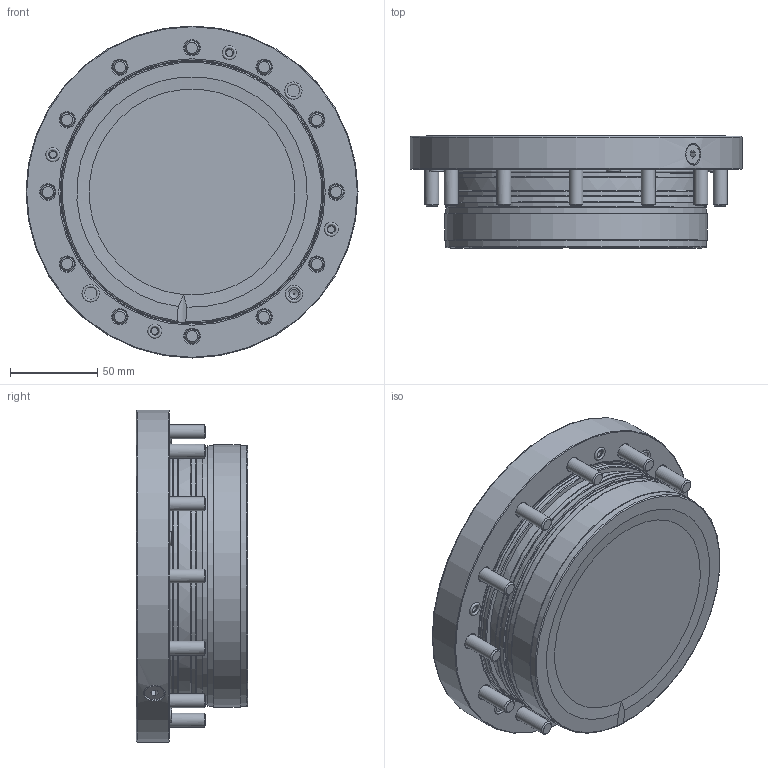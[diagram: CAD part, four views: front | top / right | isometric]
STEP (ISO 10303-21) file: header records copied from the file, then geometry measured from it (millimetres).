
FILE_DESCRIPTION (( 'STEP AP214' ), '1' );
FILE_NAME ('807 217 (055-065-04) STARK.classic 3 NG mit MD4.STEP', '2022-01-28T07:51:53', ( '' ), ( '' ), 'SwSTEP 2.0', 'SolidWorks 2021', '' );
FILE_SCHEMA (( 'AUTOMOTIVE_DESIGN' ));
Length unit declared in the file: millimetre
Products named in the file (1): 807 217 (055-065-04) STARK.classic 3 NG mit MD4
Bounding box: 190 x 64 x 190 mm (x, y, z)
Volume: 1246312.6 mm3; surface area: 119988.7 mm2
Topology: 1 solids, 35 shells, 543 faces, 1185 edges, 775 vertices
Faces by surface type: cylinder 221, plane 168, cone 88, torus 39, sphere 24, bspline 3
Full cylindrical faces by diameter (mm): 1 x1, 2.2 x16, 2.5 x2, 4 x4, 5 x1, 5.75 x4, 5.769 x1, 5.805 x1, 5.954 x1, 5.98 x1, 6.746 x1, 6.767 x1, 6.838 x1, 6.858 x1, 7.504 x1, 8 x12, 8.2 x12, 8.5 x12, 10 x3, 12 x2, 12.5 x2, 14 x4, 15 x16, 36.6 x2, 37 x1, 41.515 x1, 48 x1, 65 x1, 143.73 x3, 147 x1
Entity records: 20326 total; most frequent: CARTESIAN_POINT 5638, DIRECTION 2251, ORIENTED_EDGE 1566, AXIS2_PLACEMENT_3D 1040, EDGE_LOOP 901, EDGE_CURVE 783, FACE_OUTER_BOUND 682, VERTEX_POINT 634
